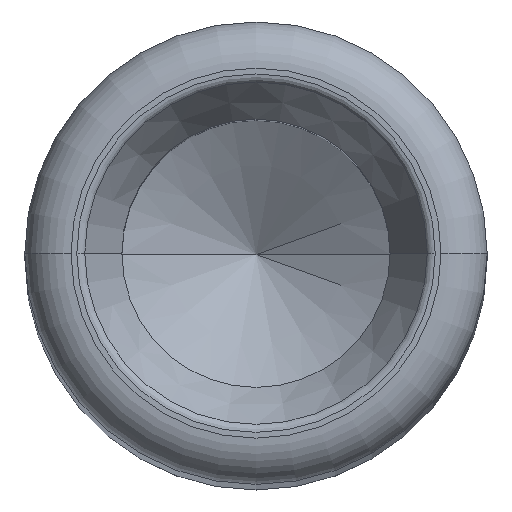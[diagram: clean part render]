
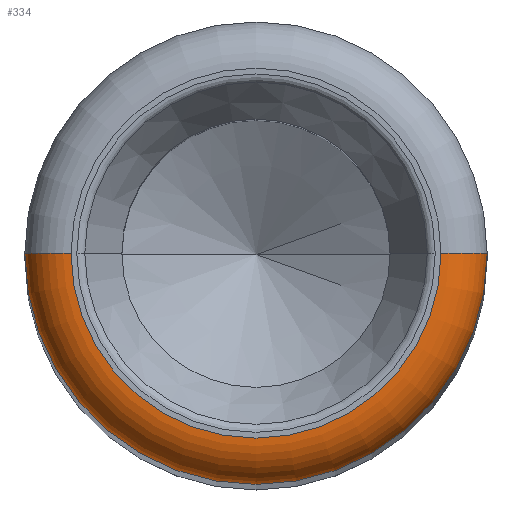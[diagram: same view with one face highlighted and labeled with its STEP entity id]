
A CAD part, top view. The second image highlights one B-rep face of the part: STEP entity #334.
In plain terms, the highlighted toroidal (fillet/blend) face has major radius 10 mm and minor radius 2.5 mm.
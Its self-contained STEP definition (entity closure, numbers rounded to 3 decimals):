
#12 = VERTEX_POINT ( 'NONE', #543 ) ;
#20 = AXIS2_PLACEMENT_3D ( 'NONE', #115, #232, #177 ) ;
#46 = DIRECTION ( 'NONE',  ( 0., 0., -1. ) ) ;
#52 = EDGE_CURVE ( 'NONE', #486, #12, #695, .T. ) ;
#99 = VERTEX_POINT ( 'NONE', #675 ) ;
#115 = CARTESIAN_POINT ( 'NONE',  ( -10., 0., 177.5 ) ) ;
#118 = DIRECTION ( 'NONE',  ( 0., 0., 1. ) ) ;
#120 = ORIENTED_EDGE ( 'NONE', *, *, #748, .F. ) ;
#177 = DIRECTION ( 'NONE',  ( -1., 0., 0. ) ) ;
#193 = VERTEX_POINT ( 'NONE', #457 ) ;
#204 = DIRECTION ( 'NONE',  ( 1., 0., 0. ) ) ;
#223 = TOROIDAL_SURFACE ( 'NONE', #286, 10., 2.5 ) ;
#230 = CARTESIAN_POINT ( 'NONE',  ( -12.5, 0., 177.5 ) ) ;
#232 = DIRECTION ( 'NONE',  ( 0., 1., 0. ) ) ;
#286 = AXIS2_PLACEMENT_3D ( 'NONE', #741, #343, #645 ) ;
#287 = ORIENTED_EDGE ( 'NONE', *, *, #414, .T. ) ;
#308 = ORIENTED_EDGE ( 'NONE', *, *, #52, .F. ) ;
#334 = ADVANCED_FACE ( 'NONE', ( #721 ), #223, .T. ) ;
#336 = DIRECTION ( 'NONE',  ( 0., -1., 0. ) ) ;
#343 = DIRECTION ( 'NONE',  ( 0., 0., 1. ) ) ;
#411 = DIRECTION ( 'NONE',  ( 1., 0., 0. ) ) ;
#414 = EDGE_CURVE ( 'NONE', #99, #193, #729, .T. ) ;
#440 = DIRECTION ( 'NONE',  ( 0., 0., -1. ) ) ;
#457 = CARTESIAN_POINT ( 'NONE',  ( 10., 0., 180. ) ) ;
#470 = EDGE_LOOP ( 'NONE', ( #308, #120, #287, #586 ) ) ;
#474 = AXIS2_PLACEMENT_3D ( 'NONE', #749, #336, #46 ) ;
#481 = CARTESIAN_POINT ( 'NONE',  ( 0., 0., 180. ) ) ;
#482 = CIRCLE ( 'NONE', #739, 12.5 ) ;
#486 = VERTEX_POINT ( 'NONE', #230 ) ;
#501 = CARTESIAN_POINT ( 'NONE',  ( 0., 0., 177.5 ) ) ;
#535 = CIRCLE ( 'NONE', #742, 10. ) ;
#543 = CARTESIAN_POINT ( 'NONE',  ( -10., 0., 180. ) ) ;
#560 = EDGE_CURVE ( 'NONE', #12, #193, #535, .T. ) ;
#586 = ORIENTED_EDGE ( 'NONE', *, *, #560, .F. ) ;
#645 = DIRECTION ( 'NONE',  ( 1., 0., 0. ) ) ;
#675 = CARTESIAN_POINT ( 'NONE',  ( 12.5, 0., 177.5 ) ) ;
#695 = CIRCLE ( 'NONE', #20, 2.5 ) ;
#721 = FACE_OUTER_BOUND ( 'NONE', #470, .T. ) ;
#729 = CIRCLE ( 'NONE', #474, 2.5 ) ;
#739 = AXIS2_PLACEMENT_3D ( 'NONE', #501, #440, #204 ) ;
#741 = CARTESIAN_POINT ( 'NONE',  ( 0., 0., 177.5 ) ) ;
#742 = AXIS2_PLACEMENT_3D ( 'NONE', #481, #118, #411 ) ;
#748 = EDGE_CURVE ( 'NONE', #99, #486, #482, .T. ) ;
#749 = CARTESIAN_POINT ( 'NONE',  ( 10., 0., 177.5 ) ) ;
